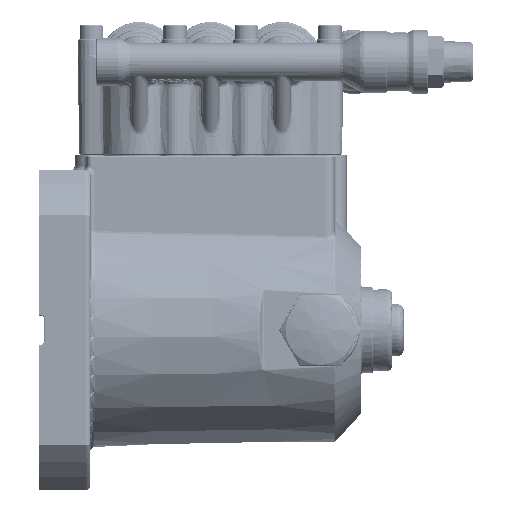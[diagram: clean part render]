
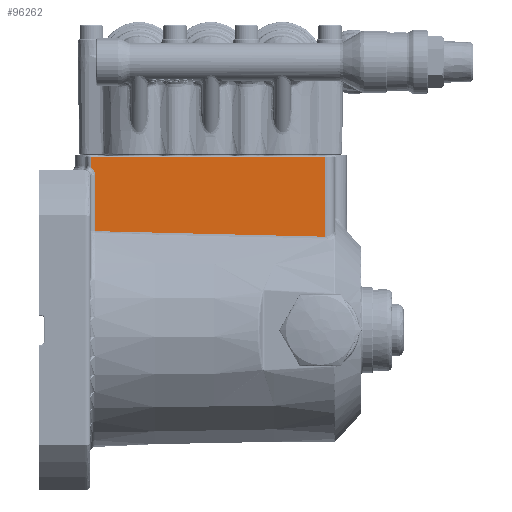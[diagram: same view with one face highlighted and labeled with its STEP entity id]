
A CAD part, front view. The second image highlights one B-rep face of the part: STEP entity #96262.
In plain terms, the highlighted planar face has unit normal (0, -1, 0).
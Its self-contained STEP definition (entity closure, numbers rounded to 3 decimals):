
#5150 = ORIENTED_EDGE ( 'NONE', *, *, #255789, .T. ) ;
#5171 = CARTESIAN_POINT ( 'NONE',  ( 120., -27.5, 39.223 ) ) ;
#7591 = CARTESIAN_POINT ( 'NONE',  ( 22., -27.5, 72.5 ) ) ;
#9622 = VECTOR ( 'NONE', #39372, 1000. ) ;
#9940 = CARTESIAN_POINT ( 'NONE',  ( 23.457, -27.5, 65.521 ) ) ;
#19584 = VECTOR ( 'NONE', #85954, 1000. ) ;
#22394 = CARTESIAN_POINT ( 'NONE',  ( 22., -27.5, 55.762 ) ) ;
#23719 = CARTESIAN_POINT ( 'NONE',  ( 23.5, -27.5, 41.555 ) ) ;
#28032 = LINE ( 'NONE', #71359, #138544 ) ;
#29936 = CARTESIAN_POINT ( 'NONE',  ( 22.438, -27.5, 67.716 ) ) ;
#30837 = CARTESIAN_POINT ( 'NONE',  ( 23.464, -27.5, 65.464 ) ) ;
#36768 = VERTEX_POINT ( 'NONE', #42276 ) ;
#39372 = DIRECTION ( 'NONE',  ( 0., 0., -1. ) ) ;
#42276 = CARTESIAN_POINT ( 'NONE',  ( 23.5, -27.5, 65. ) ) ;
#50827 = CARTESIAN_POINT ( 'NONE',  ( 22.967, -27.5, 66.998 ) ) ;
#51734 = CARTESIAN_POINT ( 'NONE',  ( 23.476, -27.5, 65.357 ) ) ;
#56353 = EDGE_CURVE ( 'NONE', #61472, #103614, #268091, .T. ) ;
#61472 = VERTEX_POINT ( 'NONE', #23719 ) ;
#63506 = EDGE_CURVE ( 'NONE', #36768, #61472, #64881, .T. ) ;
#64881 = LINE ( 'NONE', #163703, #9622 ) ;
#70869 = CARTESIAN_POINT ( 'NONE',  ( 22., -27.5, 68.11 ) ) ;
#71359 = CARTESIAN_POINT ( 'NONE',  ( 120., -27.5, 55.756 ) ) ;
#71770 = CARTESIAN_POINT ( 'NONE',  ( 23.246, -27.5, 66.389 ) ) ;
#72653 = CARTESIAN_POINT ( 'NONE',  ( 23.485, -27.5, 65.257 ) ) ;
#73547 = ORIENTED_EDGE ( 'NONE', *, *, #63506, .T. ) ;
#77724 = DIRECTION ( 'NONE',  ( 0., -1., 0. ) ) ;
#85954 = DIRECTION ( 'NONE',  ( 0., 0., -1. ) ) ;
#87765 = FACE_OUTER_BOUND ( 'NONE', #183292, .T. ) ;
#92644 = CARTESIAN_POINT ( 'NONE',  ( 23.355, -27.5, 66.033 ) ) ;
#93555 = CARTESIAN_POINT ( 'NONE',  ( 23.486, -27.5, 65.233 ) ) ;
#96262 = ADVANCED_FACE ( 'NONE', ( #87765 ), #263624, .T. ) ;
#96857 = VERTEX_POINT ( 'NONE', #173186 ) ;
#100075 = VECTOR ( 'NONE', #232193, 1000. ) ;
#103614 = VERTEX_POINT ( 'NONE', #219091 ) ;
#109654 = EDGE_CURVE ( 'NONE', #96857, #180101, #148708, .T. ) ;
#113588 = CARTESIAN_POINT ( 'NONE',  ( 23.407, -27.5, 65.815 ) ) ;
#114485 = CARTESIAN_POINT ( 'NONE',  ( 23.491, -27.5, 65.172 ) ) ;
#129674 = CARTESIAN_POINT ( 'NONE',  ( 88.762, -27.5, 39.986 ) ) ;
#134390 = CARTESIAN_POINT ( 'NONE',  ( 23.449, -27.5, 65.577 ) ) ;
#135278 = CARTESIAN_POINT ( 'NONE',  ( 23.5, -27.5, 65. ) ) ;
#138544 = VECTOR ( 'NONE', #155717, 1000. ) ;
#143099 = ORIENTED_EDGE ( 'NONE', *, *, #109654, .T. ) ;
#146088 = EDGE_CURVE ( 'NONE', #103614, #96857, #28032, .T. ) ;
#148708 = LINE ( 'NONE', #212233, #100075 ) ;
#150271 = AXIS2_PLACEMENT_3D ( 'NONE', #181070, #77724, #222795 ) ;
#155204 = CARTESIAN_POINT ( 'NONE',  ( 23.462, -27.5, 65.484 ) ) ;
#155717 = DIRECTION ( 'NONE',  ( 0., 0., 1. ) ) ;
#158851 = ORIENTED_EDGE ( 'NONE', *, *, #146088, .T. ) ;
#163703 = CARTESIAN_POINT ( 'NONE',  ( 23.5, -27.5, 55.762 ) ) ;
#172220 = LINE ( 'NONE', #22394, #19584 ) ;
#173186 = CARTESIAN_POINT ( 'NONE',  ( 120., -27.5, 72.5 ) ) ;
#175165 = CARTESIAN_POINT ( 'NONE',  ( 22.809, -27.5, 67.249 ) ) ;
#176061 = CARTESIAN_POINT ( 'NONE',  ( 23.471, -27.5, 65.411 ) ) ;
#180101 = VERTEX_POINT ( 'NONE', #7591 ) ;
#181070 = CARTESIAN_POINT ( 'NONE',  ( 120., -27.5, 39.023 ) ) ;
#183292 = EDGE_LOOP ( 'NONE', ( #158851, #143099, #234179, #5150, #73547, #190336 ) ) ;
#190336 = ORIENTED_EDGE ( 'NONE', *, *, #56353, .T. ) ;
#191229 = CARTESIAN_POINT ( 'NONE',  ( 23.5, -27.5, 41.555 ) ) ;
#195115 = CARTESIAN_POINT ( 'NONE',  ( 22.231, -27.5, 67.924 ) ) ;
#195992 = CARTESIAN_POINT ( 'NONE',  ( 23.161, -27.5, 66.595 ) ) ;
#196163 = VERTEX_POINT ( 'NONE', #251019 ) ;
#196889 = CARTESIAN_POINT ( 'NONE',  ( 23.482, -27.5, 65.291 ) ) ;
#200739 = EDGE_CURVE ( 'NONE', #180101, #196163, #172220, .T. ) ;
#212233 = CARTESIAN_POINT ( 'NONE',  ( 71., -27.5, 72.5 ) ) ;
#216900 = CARTESIAN_POINT ( 'NONE',  ( 23.314, -27.5, 66.176 ) ) ;
#217780 = CARTESIAN_POINT ( 'NONE',  ( 23.486, -27.5, 65.243 ) ) ;
#219091 = CARTESIAN_POINT ( 'NONE',  ( 120., -27.5, 39.223 ) ) ;
#222795 = DIRECTION ( 'NONE',  ( 0., 0., 1. ) ) ;
#232193 = DIRECTION ( 'NONE',  ( -1., 0., 0. ) ) ;
#234179 = ORIENTED_EDGE ( 'NONE', *, *, #200739, .T. ) ;
#237745 = CARTESIAN_POINT ( 'NONE',  ( 23.374, -27.5, 65.959 ) ) ;
#238632 = CARTESIAN_POINT ( 'NONE',  ( 23.487, -27.5, 65.227 ) ) ;
#251019 = CARTESIAN_POINT ( 'NONE',  ( 22., -27.5, 68.11 ) ) ;
#253816 = CARTESIAN_POINT ( 'NONE',  ( 56.595, -27.5, 40.763 ) ) ;
#255789 = EDGE_CURVE ( 'NONE', #196163, #36768, #259235, .T. ) ;
#258547 = CARTESIAN_POINT ( 'NONE',  ( 23.429, -27.5, 65.707 ) ) ;
#259235 = B_SPLINE_CURVE_WITH_KNOTS ( 'NONE', 3,
 ( #70869, #195115, #29936, #175165, #50827, #195992, #71770, #216900, #92644, #237745, #113588, #258547, #134390, #9940, #155204, #30837, #176061, #51734, #196889, #72653, #217780, #93555, #238632, #114485, #259443, #135278 ),
 .UNSPECIFIED., .F., .F.,
 ( 4, 2, 2, 1, 2, 2, 1, 1, 2, 2, 1, 1, 1, 2, 2, 4 ),
 ( 0., 0.25, 0.5, 0.625, 0.688, 0.75, 0.813, 0.844, 0.859, 0.875, 0.906, 0.922, 0.93, 0.934, 0.937, 1. ),
 .UNSPECIFIED. ) ;
#259443 = CARTESIAN_POINT ( 'NONE',  ( 23.495, -27.5, 65.097 ) ) ;
#263624 = PLANE ( 'NONE',  #150271 ) ;
#268091 = B_SPLINE_CURVE_WITH_KNOTS ( 'NONE', 3,
 ( #191229, #253816, #129674, #5171 ),
 .UNSPECIFIED., .F., .F.,
 ( 4, 4 ),
 ( 0., 1. ),
 .UNSPECIFIED. ) ;
